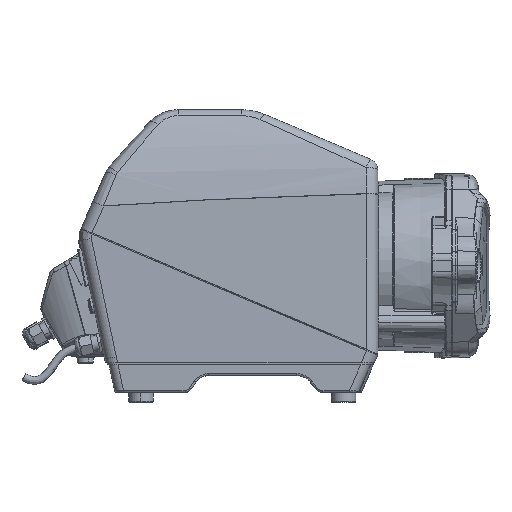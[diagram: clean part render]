
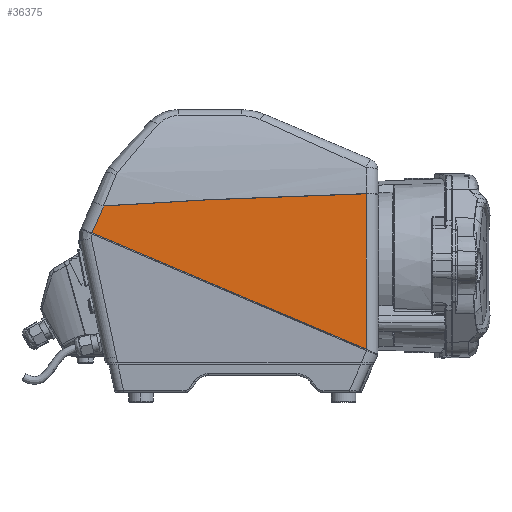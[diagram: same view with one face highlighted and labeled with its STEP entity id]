
A CAD part, left-side view. The second image highlights one B-rep face of the part: STEP entity #36375.
In plain terms, the highlighted planar face has unit normal (-1, -0.003, 0.008).
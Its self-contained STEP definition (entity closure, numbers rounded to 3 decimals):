
#693 = CARTESIAN_POINT ( 'NONE',  ( -128.73, -179.9, 187.073 ) ) ;
#1927 = CARTESIAN_POINT ( 'NONE',  ( -130., -37.901, 89.289 ) ) ;
#6497 = ORIENTED_EDGE ( 'NONE', *, *, #31488, .F. ) ;
#9502 = VERTEX_POINT ( 'NONE', #43812 ) ;
#11199 = EDGE_CURVE ( 'NONE', #9502, #37534, #86931, .T. ) ;
#12952 = DIRECTION ( 'NONE',  ( -1., -0.003, 0.008 ) ) ;
#15694 = ORIENTED_EDGE ( 'NONE', *, *, #74273, .T. ) ;
#20245 = PLANE ( 'NONE',  #44409 ) ;
#23308 = FACE_OUTER_BOUND ( 'NONE', #99624, .T. ) ;
#28170 = LINE ( 'NONE', #62659, #84265 ) ;
#30002 = CARTESIAN_POINT ( 'NONE',  ( -128.73, -179.888, 187.073 ) ) ;
#31488 = EDGE_CURVE ( 'NONE', #9502, #49219, #101694, .T. ) ;
#34039 = VECTOR ( 'NONE', #96119, 1000. ) ;
#36375 = ADVANCED_FACE ( 'NONE', ( #23308 ), #20245, .T. ) ;
#36910 = ORIENTED_EDGE ( 'NONE', *, *, #100185, .T. ) ;
#37534 = VERTEX_POINT ( 'NONE', #93501 ) ;
#40682 = ORIENTED_EDGE ( 'NONE', *, *, #11199, .T. ) ;
#41366 = CARTESIAN_POINT ( 'NONE',  ( -128.73, -179.877, 187.072 ) ) ;
#43675 = EDGE_CURVE ( 'NONE', #81052, #49219, #28170, .T. ) ;
#43702 = CARTESIAN_POINT ( 'NONE',  ( -129.529, 35.037, 178.83 ) ) ;
#43812 = CARTESIAN_POINT ( 'NONE',  ( -130., -179.911, 29.009 ) ) ;
#44409 = AXIS2_PLACEMENT_3D ( 'NONE', #1927, #12952, #105883 ) ;
#47128 = CARTESIAN_POINT ( 'NONE',  ( -130., -37.901, 89.289 ) ) ;
#49219 = VERTEX_POINT ( 'NONE', #55658 ) ;
#50004 = CARTESIAN_POINT ( 'NONE',  ( -128.73, -179.911, 187.073 ) ) ;
#52523 = DIRECTION ( 'NONE',  ( 0., 0.921, 0.391 ) ) ;
#55658 = CARTESIAN_POINT ( 'NONE',  ( -130., 98.757, 147.297 ) ) ;
#58136 =( BOUNDED_CURVE ( )  B_SPLINE_CURVE ( 3, ( #67315, #81795, #43702, #60078 ),
 .UNSPECIFIED., .F., .F. ) 
 B_SPLINE_CURVE_WITH_KNOTS ( ( 4, 4 ),
 ( 6.179, 6.241 ),
 .UNSPECIFIED. ) 
 CURVE ( )  GEOMETRIC_REPRESENTATION_ITEM ( )  RATIONAL_B_SPLINE_CURVE ( ( 1., 1., 1., 1. ) ) 
 REPRESENTATION_ITEM ( '' )  );
#60078 = CARTESIAN_POINT ( 'NONE',  ( -129.739, 86.844, 174.694 ) ) ;
#62029 = CARTESIAN_POINT ( 'NONE',  ( -129.739, 86.844, 174.694 ) ) ;
#62659 = CARTESIAN_POINT ( 'NONE',  ( -130.001, 98.798, 147.201 ) ) ;
#67315 = CARTESIAN_POINT ( 'NONE',  ( -128.73, -179.877, 187.072 ) ) ;
#74227 = VERTEX_POINT ( 'NONE', #41366 ) ;
#74273 = EDGE_CURVE ( 'NONE', #74227, #81052, #58136, .T. ) ;
#78458 = B_SPLINE_CURVE_WITH_KNOTS ( 'NONE', 3,
 ( #50004, #693, #30002, #93659 ),
 .UNSPECIFIED., .F., .F.,
 ( 4, 4 ),
 ( 0., 0. ),
 .UNSPECIFIED. ) ;
#81052 = VERTEX_POINT ( 'NONE', #62029 ) ;
#81795 = CARTESIAN_POINT ( 'NONE',  ( -129.193, -53.898, 182.957 ) ) ;
#83474 = VECTOR ( 'NONE', #52523, 1000. ) ;
#84265 = VECTOR ( 'NONE', #86232, 1000. ) ;
#86232 = DIRECTION ( 'NONE',  ( -0.009, 0.399, -0.917 ) ) ;
#86931 = LINE ( 'NONE', #110656, #34039 ) ;
#90446 = ORIENTED_EDGE ( 'NONE', *, *, #43675, .T. ) ;
#93501 = CARTESIAN_POINT ( 'NONE',  ( -128.73, -179.911, 187.073 ) ) ;
#93659 = CARTESIAN_POINT ( 'NONE',  ( -128.73, -179.877, 187.072 ) ) ;
#96119 = DIRECTION ( 'NONE',  ( 0.008, 0., 1. ) ) ;
#99624 = EDGE_LOOP ( 'NONE', ( #15694, #90446, #6497, #40682, #36910 ) ) ;
#100185 = EDGE_CURVE ( 'NONE', #37534, #74227, #78458, .T. ) ;
#101694 = LINE ( 'NONE', #47128, #83474 ) ;
#105883 = DIRECTION ( 'NONE',  ( 0.008, 0., 1. ) ) ;
#110656 = CARTESIAN_POINT ( 'NONE',  ( -128.727, -179.911, 187.461 ) ) ;
